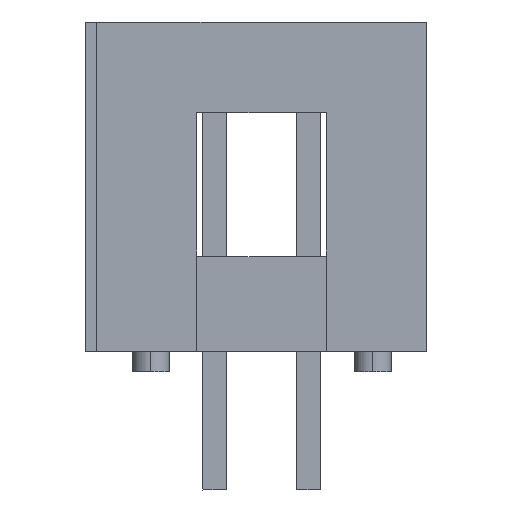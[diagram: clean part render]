
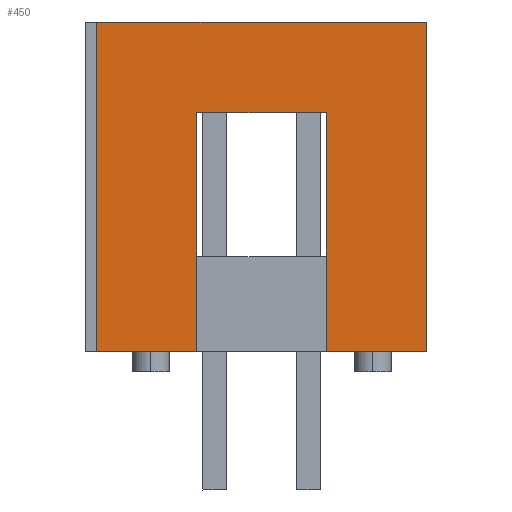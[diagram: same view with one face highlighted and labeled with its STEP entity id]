
A CAD part, left-side view. The second image highlights one B-rep face of the part: STEP entity #450.
In plain terms, the highlighted free-form (B-spline) face has degree [1, 1] with [2, 2] control points.
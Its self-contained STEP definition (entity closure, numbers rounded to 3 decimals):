
#450=ADVANCED_FACE('F43',(#977),#978,.T.);
#977=FACE_OUTER_BOUND('',#2133,.T.);
#978=B_SPLINE_SURFACE_WITH_KNOTS('',1,1,((#2134,#2135),(#2136,#2137)),.UNSPECIFIED.,.F.,.F.,.F.,(2,2),(2,2),(0.0,1.0),(0.0,1.0),.UNSPECIFIED.);
#2133=EDGE_LOOP('',(#3140,#3141,#3142,#3143,#3144,#3145,#3146,#3147));
#2134=CARTESIAN_POINT('',(-10.16,4.45,-8.9));
#2135=CARTESIAN_POINT('',(-10.16,4.45,0.0));
#2136=CARTESIAN_POINT('',(-10.16,-4.45,-8.9));
#2137=CARTESIAN_POINT('',(-10.16,-4.45,0.0));
#3140=ORIENTED_EDGE('',*,*,#3621,.T.);
#3141=ORIENTED_EDGE('',*,*,#3617,.T.);
#3142=ORIENTED_EDGE('',*,*,#3623,.T.);
#3143=ORIENTED_EDGE('',*,*,#3624,.T.);
#3144=ORIENTED_EDGE('',*,*,#3575,.T.);
#3145=ORIENTED_EDGE('',*,*,#3412,.F.);
#3146=ORIENTED_EDGE('',*,*,#3625,.T.);
#3147=ORIENTED_EDGE('',*,*,#3503,.T.);
#3412=EDGE_CURVE('E45',#3807,#3809,#3810,.T.);
#3503=EDGE_CURVE('E105',#3930,#3928,#3931,.T.);
#3575=EDGE_CURVE('E121',#4042,#3809,#4043,.T.);
#3617=EDGE_CURVE('E103',#4101,#4102,#4103,.T.);
#3621=EDGE_CURVE('E91',#3928,#4101,#4107,.T.);
#3623=EDGE_CURVE('E119',#4102,#4109,#4110,.T.);
#3624=EDGE_CURVE('E120',#4109,#4042,#4111,.T.);
#3625=EDGE_CURVE('E122',#3807,#3930,#4112,.T.);
#3807=VERTEX_POINT('V35',#4654);
#3809=VERTEX_POINT('V36',#4657);
#3810=B_SPLINE_CURVE_WITH_KNOTS('',1,(#4658,#4659),.UNSPECIFIED.,.F.,.F.,(2,2),(0.0,4.363),.UNSPECIFIED.);
#3928=VERTEX_POINT('V69',#4833);
#3930=VERTEX_POINT('V80',#4836);
#3931=B_SPLINE_CURVE_WITH_KNOTS('',1,(#4837,#4838),.UNSPECIFIED.,.F.,.F.,(2,2),(0.0,5.244),.UNSPECIFIED.);
#4042=VERTEX_POINT('V85',#5005);
#4043=B_SPLINE_CURVE_WITH_KNOTS('',1,(#5006,#5007),.UNSPECIFIED.,.F.,.F.,(2,2),(0.0,1.0),.UNSPECIFIED.);
#4101=VERTEX_POINT('V67',#5095);
#4102=VERTEX_POINT('V76',#5096);
#4103=B_SPLINE_CURVE_WITH_KNOTS('',1,(#5097,#5098),.UNSPECIFIED.,.F.,.F.,(2,2),(0.0,1.843),.UNSPECIFIED.);
#4107=B_SPLINE_CURVE_WITH_KNOTS('',1,(#5104,#5105),.UNSPECIFIED.,.F.,.F.,(2,2),(0.0,1.0),.UNSPECIFIED.);
#4109=VERTEX_POINT('V84',#5107);
#4110=B_SPLINE_CURVE_WITH_KNOTS('',1,(#5108,#5109),.UNSPECIFIED.,.F.,.F.,(2,2),(0.697,1.0),.UNSPECIFIED.);
#4111=B_SPLINE_CURVE_WITH_KNOTS('',1,(#5110,#5111),.UNSPECIFIED.,.F.,.F.,(2,2),(0.0,1.0),.UNSPECIFIED.);
#4112=B_SPLINE_CURVE_WITH_KNOTS('',1,(#5112,#5113),.UNSPECIFIED.,.F.,.F.,(2,2),(0.0,0.303),.UNSPECIFIED.);
#4654=CARTESIAN_POINT('',(-10.16,4.45,-8.9));
#4657=CARTESIAN_POINT('',(-10.16,4.45,0.0));
#4658=CARTESIAN_POINT('',(-10.16,4.45,-8.9));
#4659=CARTESIAN_POINT('',(-10.16,4.45,0.0));
#4833=CARTESIAN_POINT('',(-10.16,1.75,-2.45));
#4836=CARTESIAN_POINT('',(-10.16,1.75,-8.9));
#4837=CARTESIAN_POINT('',(-10.16,1.75,-8.9));
#4838=CARTESIAN_POINT('',(-10.16,1.75,-2.45));
#5005=CARTESIAN_POINT('',(-10.16,-4.45,0.0));
#5006=CARTESIAN_POINT('',(-10.16,-4.45,0.0));
#5007=CARTESIAN_POINT('',(-10.16,4.45,0.0));
#5095=CARTESIAN_POINT('',(-10.16,-1.75,-2.45));
#5096=CARTESIAN_POINT('',(-10.16,-1.75,-8.9));
#5097=CARTESIAN_POINT('',(-10.16,-1.75,-2.45));
#5098=CARTESIAN_POINT('',(-10.16,-1.75,-8.9));
#5104=CARTESIAN_POINT('',(-10.16,1.75,-2.45));
#5105=CARTESIAN_POINT('',(-10.16,-1.75,-2.45));
#5107=CARTESIAN_POINT('',(-10.16,-4.45,-8.9));
#5108=CARTESIAN_POINT('',(-10.16,-1.75,-8.9));
#5109=CARTESIAN_POINT('',(-10.16,-4.45,-8.9));
#5110=CARTESIAN_POINT('',(-10.16,-4.45,-8.9));
#5111=CARTESIAN_POINT('',(-10.16,-4.45,0.0));
#5112=CARTESIAN_POINT('',(-10.16,4.45,-8.9));
#5113=CARTESIAN_POINT('',(-10.16,1.75,-8.9));
